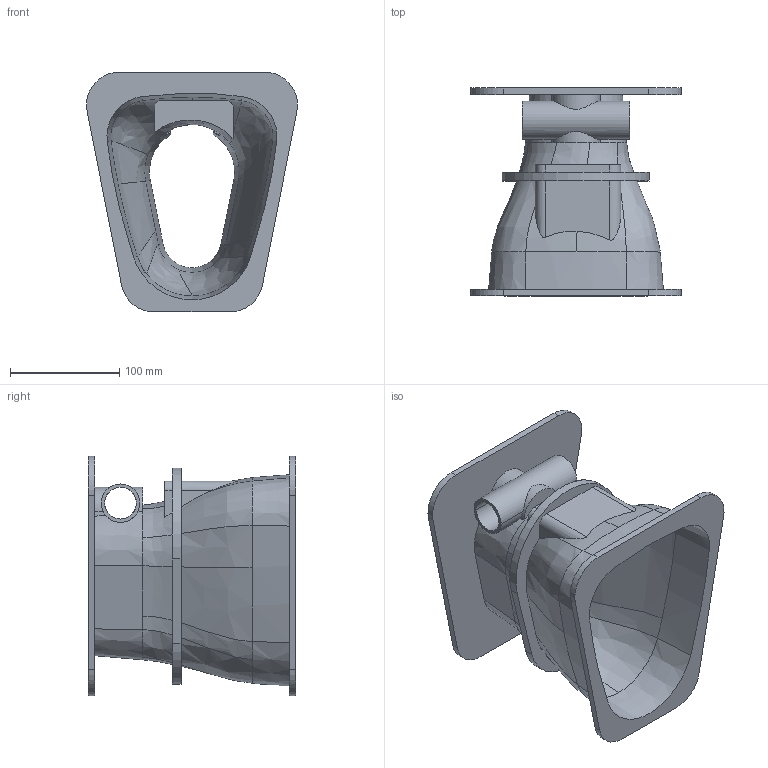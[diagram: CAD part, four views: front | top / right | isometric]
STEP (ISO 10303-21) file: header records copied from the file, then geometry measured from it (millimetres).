
FILE_DESCRIPTION(('CATIA V5 STEP Exchange'),'2;1');
FILE_NAME('hyb1.stp','2014-01-07T09:17:11+00:00',('none'),('none'),'CATIA Version 5 Release 19 SP 2 (IN-10)','CATIA V5 STEP AP214','none');
FILE_SCHEMA(('AUTOMOTIVE_DESIGN { 1 0 10303 214 1 1 1 1 }'));
Length unit declared in the file: millimetre
Products named in the file (1): sewsurface
Bounding box: 192.97 x 190 x 219.2 mm (x, y, z)
Volume: 553417.2 mm3; surface area: 284387.8 mm2
Topology: 1 solids, 1 shells, 124 faces, 340 edges, 221 vertices
Faces by surface type: plane 43, bspline 35, cylinder 28, cone 18
Entity records: 7377 total; most frequent: CARTESIAN_POINT 4710, ORIENTED_EDGE 674, EDGE_CURVE 337, DIRECTION 315, VERTEX_POINT 217, B_SPLINE_CURVE_WITH_KNOTS 157, AXIS2_PLACEMENT_3D 135, EDGE_LOOP 132
